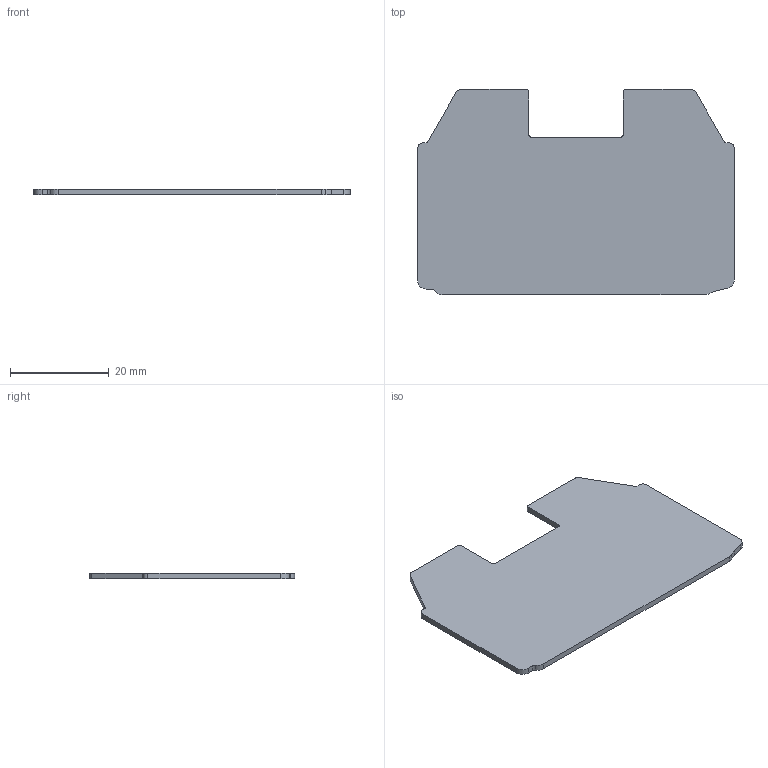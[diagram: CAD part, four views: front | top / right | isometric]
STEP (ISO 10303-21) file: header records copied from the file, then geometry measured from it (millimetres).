
FILE_DESCRIPTION (( 'STEP AP214' ), '1' );
FILE_NAME ('450249_NPP-WGO 2IR_Grey.STP', '2013-11-15T06:42:31', ( 'arge' ), ( 'Microsoft' ), 'SwSTEP 2.0', 'SolidWorks 2013', '' );
FILE_SCHEMA (( 'AUTOMOTIVE_DESIGN' ));
Length unit declared in the file: millimetre
Products named in the file (1): 450249_NPP-WGO 2IR_Grey
Bounding box: 64.06 x 41.55 x 1.2 mm (x, y, z)
Volume: 2829.2 mm3; surface area: 4974.7 mm2
Topology: 1 solids, 1 shells, 32 faces, 92 edges, 62 vertices
Faces by surface type: plane 16, cylinder 16
Entity records: 1450 total; most frequent: DIRECTION 190, CARTESIAN_POINT 187, ORIENTED_EDGE 184, EDGE_CURVE 92, AXIS2_PLACEMENT_3D 65, VERTEX_POINT 62, VECTOR 60, LINE 60
